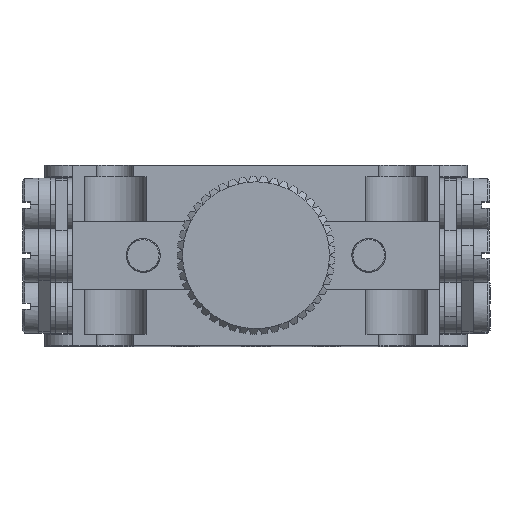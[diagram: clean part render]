
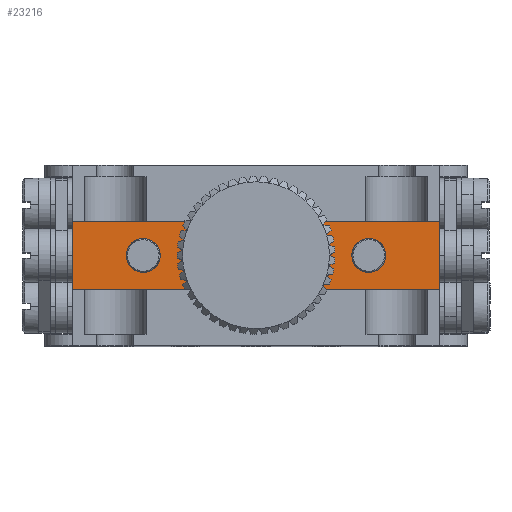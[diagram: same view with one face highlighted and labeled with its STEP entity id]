
A CAD part, top view. The second image highlights one B-rep face of the part: STEP entity #23216.
In plain terms, the highlighted planar face has unit normal (0, 0, 1).
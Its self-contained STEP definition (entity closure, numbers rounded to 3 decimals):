
#45 = VECTOR ( 'NONE', #2760, 1000. ) ;
#757 = DIRECTION ( 'NONE',  ( -1., 0., 0. ) ) ;
#998 = FACE_BOUND ( 'NONE', #1798, .T. ) ;
#1039 = DIRECTION ( 'NONE',  ( 0., 0., 1. ) ) ;
#1059 = CIRCLE ( 'NONE', #23317, 3. ) ;
#1241 = ORIENTED_EDGE ( 'NONE', *, *, #27302, .T. ) ;
#1564 = DIRECTION ( 'NONE',  ( 1., 0., 0. ) ) ;
#1798 = EDGE_LOOP ( 'NONE', ( #6865, #8632 ) ) ;
#1890 = ORIENTED_EDGE ( 'NONE', *, *, #9521, .F. ) ;
#2001 = VERTEX_POINT ( 'NONE', #9656 ) ;
#2019 = VERTEX_POINT ( 'NONE', #18335 ) ;
#2263 = CARTESIAN_POINT ( 'NONE',  ( -20., 6., 58.249 ) ) ;
#2760 = DIRECTION ( 'NONE',  ( 1., 0., 0. ) ) ;
#3230 = EDGE_CURVE ( 'NONE', #16760, #10125, #24212, .T. ) ;
#3425 = VERTEX_POINT ( 'NONE', #8835 ) ;
#3532 = EDGE_CURVE ( 'NONE', #14628, #27530, #17498, .T. ) ;
#3588 = CARTESIAN_POINT ( 'NONE',  ( -23., 6., 58.249 ) ) ;
#3773 = ORIENTED_EDGE ( 'NONE', *, *, #14150, .T. ) ;
#4194 = VECTOR ( 'NONE', #28346, 1000. ) ;
#4321 = AXIS2_PLACEMENT_3D ( 'NONE', #6810, #26886, #13430 ) ;
#4589 = DIRECTION ( 'NONE',  ( 0., -1., 0. ) ) ;
#5177 = CARTESIAN_POINT ( 'NONE',  ( -2.55, 6., 58.249 ) ) ;
#5442 = CARTESIAN_POINT ( 'NONE',  ( 32.5, 12., 58.249 ) ) ;
#5915 = CARTESIAN_POINT ( 'NONE',  ( 32.5, 0., 58.249 ) ) ;
#5990 = AXIS2_PLACEMENT_3D ( 'NONE', #8549, #6195, #21834 ) ;
#6195 = DIRECTION ( 'NONE',  ( 0., 0., 1. ) ) ;
#6273 = FACE_OUTER_BOUND ( 'NONE', #27323, .T. ) ;
#6810 = CARTESIAN_POINT ( 'NONE',  ( -20., 6., 58.249 ) ) ;
#6865 = ORIENTED_EDGE ( 'NONE', *, *, #10733, .F. ) ;
#7291 = AXIS2_PLACEMENT_3D ( 'NONE', #19241, #14808, #28372 ) ;
#7443 = CARTESIAN_POINT ( 'NONE',  ( 20., 6., 58.249 ) ) ;
#7673 = EDGE_LOOP ( 'NONE', ( #15107, #26820 ) ) ;
#7843 = EDGE_LOOP ( 'NONE', ( #1890, #24727 ) ) ;
#8549 = CARTESIAN_POINT ( 'NONE',  ( 0., 6., 58.249 ) ) ;
#8632 = ORIENTED_EDGE ( 'NONE', *, *, #12537, .F. ) ;
#8835 = CARTESIAN_POINT ( 'NONE',  ( 23., 6., 58.249 ) ) ;
#8985 = CARTESIAN_POINT ( 'NONE',  ( -32.5, 0., 58.249 ) ) ;
#9328 = CARTESIAN_POINT ( 'NONE',  ( 2.55, 6., 58.249 ) ) ;
#9521 = EDGE_CURVE ( 'NONE', #3425, #21208, #12860, .T. ) ;
#9656 = CARTESIAN_POINT ( 'NONE',  ( -17., 6., 58.249 ) ) ;
#9970 = VECTOR ( 'NONE', #25802, 1000. ) ;
#10125 = VERTEX_POINT ( 'NONE', #9328 ) ;
#10379 = EDGE_CURVE ( 'NONE', #10125, #16760, #10435, .T. ) ;
#10386 = DIRECTION ( 'NONE',  ( 0., 0., 1. ) ) ;
#10435 = CIRCLE ( 'NONE', #27037, 2.55 ) ;
#10733 = EDGE_CURVE ( 'NONE', #2001, #19579, #19217, .T. ) ;
#11342 = LINE ( 'NONE', #22366, #28490 ) ;
#12393 = LINE ( 'NONE', #16919, #9970 ) ;
#12537 = EDGE_CURVE ( 'NONE', #19579, #2001, #16662, .T. ) ;
#12860 = CIRCLE ( 'NONE', #7291, 3. ) ;
#13430 = DIRECTION ( 'NONE',  ( 1., 0., 0. ) ) ;
#13643 = LINE ( 'NONE', #5915, #4194 ) ;
#14150 = EDGE_CURVE ( 'NONE', #25589, #2019, #12393, .T. ) ;
#14281 = FACE_BOUND ( 'NONE', #7843, .T. ) ;
#14628 = VERTEX_POINT ( 'NONE', #8985 ) ;
#14808 = DIRECTION ( 'NONE',  ( 0., 0., 1. ) ) ;
#15107 = ORIENTED_EDGE ( 'NONE', *, *, #10379, .F. ) ;
#16662 = CIRCLE ( 'NONE', #22755, 3. ) ;
#16760 = VERTEX_POINT ( 'NONE', #5177 ) ;
#16825 = EDGE_CURVE ( 'NONE', #21208, #3425, #1059, .T. ) ;
#16919 = CARTESIAN_POINT ( 'NONE',  ( 32.5, 12., 58.249 ) ) ;
#17335 = EDGE_CURVE ( 'NONE', #27530, #25589, #13643, .T. ) ;
#17498 = LINE ( 'NONE', #22585, #45 ) ;
#17856 = DIRECTION ( 'NONE',  ( 1., 0., 0. ) ) ;
#18125 = FACE_BOUND ( 'NONE', #7673, .T. ) ;
#18335 = CARTESIAN_POINT ( 'NONE',  ( -32.5, 12., 58.249 ) ) ;
#18528 = CARTESIAN_POINT ( 'NONE',  ( 17., 6., 58.249 ) ) ;
#19217 = CIRCLE ( 'NONE', #4321, 3. ) ;
#19241 = CARTESIAN_POINT ( 'NONE',  ( 20., 6., 58.249 ) ) ;
#19579 = VERTEX_POINT ( 'NONE', #3588 ) ;
#21208 = VERTEX_POINT ( 'NONE', #18528 ) ;
#21340 = PLANE ( 'NONE',  #26960 ) ;
#21453 = DIRECTION ( 'NONE',  ( 1., 0., 0. ) ) ;
#21834 = DIRECTION ( 'NONE',  ( 1., 0., 0. ) ) ;
#22366 = CARTESIAN_POINT ( 'NONE',  ( -32.5, 0., 58.249 ) ) ;
#22585 = CARTESIAN_POINT ( 'NONE',  ( 32.5, 0., 58.249 ) ) ;
#22755 = AXIS2_PLACEMENT_3D ( 'NONE', #2263, #26540, #17856 ) ;
#23216 = ADVANCED_FACE ( 'NONE', ( #998, #14281, #18125, #6273 ), #21340, .T. ) ;
#23317 = AXIS2_PLACEMENT_3D ( 'NONE', #7443, #1039, #757 ) ;
#23681 = DIRECTION ( 'NONE',  ( 0., 0., 1. ) ) ;
#24212 = CIRCLE ( 'NONE', #5990, 2.55 ) ;
#24727 = ORIENTED_EDGE ( 'NONE', *, *, #16825, .F. ) ;
#25589 = VERTEX_POINT ( 'NONE', #5442 ) ;
#25802 = DIRECTION ( 'NONE',  ( -1., 0., 0. ) ) ;
#25941 = ORIENTED_EDGE ( 'NONE', *, *, #17335, .T. ) ;
#26065 = CARTESIAN_POINT ( 'NONE',  ( 0., 6., 58.249 ) ) ;
#26124 = ORIENTED_EDGE ( 'NONE', *, *, #3532, .T. ) ;
#26540 = DIRECTION ( 'NONE',  ( 0., 0., 1. ) ) ;
#26820 = ORIENTED_EDGE ( 'NONE', *, *, #3230, .F. ) ;
#26886 = DIRECTION ( 'NONE',  ( 0., 0., 1. ) ) ;
#26960 = AXIS2_PLACEMENT_3D ( 'NONE', #28124, #10386, #1564 ) ;
#27037 = AXIS2_PLACEMENT_3D ( 'NONE', #26065, #23681, #21453 ) ;
#27302 = EDGE_CURVE ( 'NONE', #2019, #14628, #11342, .T. ) ;
#27323 = EDGE_LOOP ( 'NONE', ( #1241, #26124, #25941, #3773 ) ) ;
#27530 = VERTEX_POINT ( 'NONE', #28612 ) ;
#28124 = CARTESIAN_POINT ( 'NONE',  ( 0., 6., 58.249 ) ) ;
#28346 = DIRECTION ( 'NONE',  ( 0., 1., 0. ) ) ;
#28372 = DIRECTION ( 'NONE',  ( -1., 0., 0. ) ) ;
#28490 = VECTOR ( 'NONE', #4589, 1000. ) ;
#28612 = CARTESIAN_POINT ( 'NONE',  ( 32.5, 0., 58.249 ) ) ;
